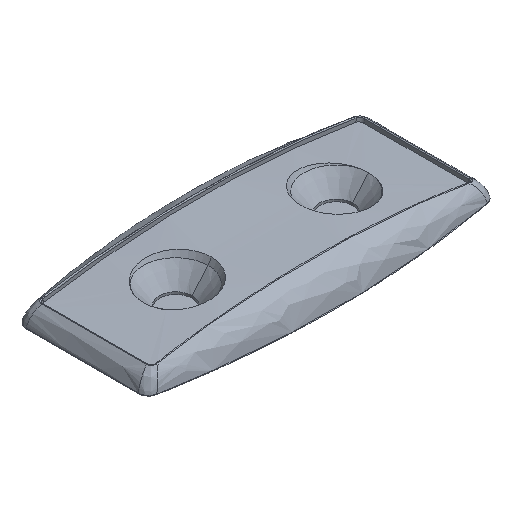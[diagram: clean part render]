
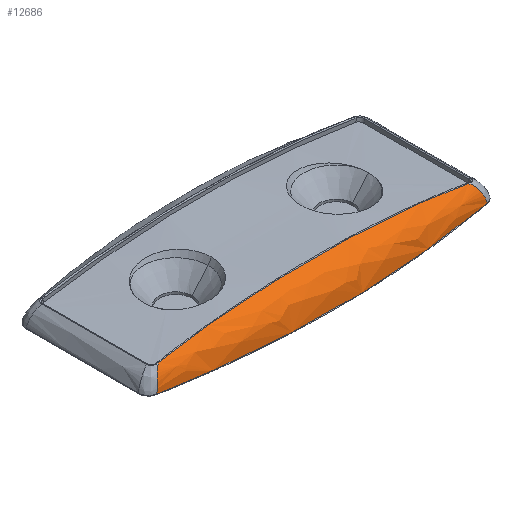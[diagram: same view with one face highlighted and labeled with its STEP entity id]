
A CAD part, isometric view. The second image highlights one B-rep face of the part: STEP entity #12686.
In plain terms, the highlighted free-form (B-spline) face has degree [3, 3] with [5, 6] control points.
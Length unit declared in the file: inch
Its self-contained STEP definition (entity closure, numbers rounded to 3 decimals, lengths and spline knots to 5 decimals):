
#3977=CARTESIAN_POINT('',(1.02879,-0.41205,
0.00569));
#3995=CARTESIAN_POINT('',(1.02879,-0.41205,
0.00569));
#3996=CARTESIAN_POINT('',(1.00568,-0.41632,
0.00568));
#3997=CARTESIAN_POINT('',(0.95733,-0.42495,
0.00566));
#3998=CARTESIAN_POINT('',(0.87938,-0.43782,
0.00564));
#3999=CARTESIAN_POINT('',(0.7929,-0.45084,
0.00562));
#4000=CARTESIAN_POINT('',(0.69604,-0.46383,
0.00561));
#4001=CARTESIAN_POINT('',(0.58636,-0.47654,
0.00559));
#4002=CARTESIAN_POINT('',(0.46261,-0.48825,
0.00558));
#4003=CARTESIAN_POINT('',(0.3285,-0.49788,
0.00557));
#4004=CARTESIAN_POINT('',(0.17476,-0.50499,
0.00557));
#4005=CARTESIAN_POINT('',(0.00554,-0.50783,
0.00556));
#4006=CARTESIAN_POINT('',(-0.16718,-0.50528,
0.00557));
#4007=CARTESIAN_POINT('',(-0.32574,-0.49807,
0.00557));
#4008=CARTESIAN_POINT('',(-0.46256,-0.48826,
0.00558));
#4009=CARTESIAN_POINT('',(-0.58666,-0.4765,
0.00559));
#4010=CARTESIAN_POINT('',(-0.69634,-0.4638,
0.00561));
#4011=CARTESIAN_POINT('',(-0.79317,-0.4508,
0.00562));
#4012=CARTESIAN_POINT('',(-0.87956,-0.43779,
0.00564));
#4013=CARTESIAN_POINT('',(-0.95739,-0.42494,
0.00566));
#4014=CARTESIAN_POINT('',(-1.0057,-0.41631,
0.00568));
#4015=CARTESIAN_POINT('',(-1.02879,-0.41205,
0.00569));
#4017=CARTESIAN_POINT('',(-1.02879,-0.41205,
0.00569));
#4018=CARTESIAN_POINT('',(-1.0273,-0.4111,
0.01435));
#4019=CARTESIAN_POINT('',(-1.02348,-0.40806,
0.03106));
#4020=CARTESIAN_POINT('',(-1.01504,-0.39972,
0.05541));
#4021=CARTESIAN_POINT('',(-1.00549,-0.39009,
0.07447));
#4022=CARTESIAN_POINT('',(-0.99551,-0.38047,
0.08947));
#4023=CARTESIAN_POINT('',(-0.98533,-0.37144,
0.10119));
#4024=CARTESIAN_POINT('',(-0.97518,-0.36362,
0.11015));
#4025=CARTESIAN_POINT('',(-0.96851,-0.3596,
0.11451));
#4026=CARTESIAN_POINT('',(-0.96522,-0.35794,
0.11635));
#4028=CARTESIAN_POINT('',(-0.96522,-0.35794,
0.11635));
#4029=CARTESIAN_POINT('',(-0.94375,-0.35786,
0.12042));
#4030=CARTESIAN_POINT('',(-0.90241,-0.35772,
0.12777));
#4031=CARTESIAN_POINT('',(-0.84741,-0.35757,
0.13663));
#4032=CARTESIAN_POINT('',(-0.79323,-0.35744,
0.14463));
#4033=CARTESIAN_POINT('',(-0.73717,-0.35732,
0.1522));
#4034=CARTESIAN_POINT('',(-0.67679,-0.35721,
0.15961));
#4035=CARTESIAN_POINT('',(-0.60963,-0.35711,
0.16701));
#4036=CARTESIAN_POINT('',(-0.5355,-0.35702,
0.17418));
#4037=CARTESIAN_POINT('',(-0.45446,-0.35693,
0.18089));
#4038=CARTESIAN_POINT('',(-0.36609,-0.35686,
0.18691));
#4039=CARTESIAN_POINT('',(-0.26985,-0.35681,
0.19196));
#4040=CARTESIAN_POINT('',(-0.16377,-0.35676,
0.19576));
#4041=CARTESIAN_POINT('',(-0.0469,-0.35674,
0.19785));
#4042=CARTESIAN_POINT('',(0.0839,-0.35675,
0.1975));
#4043=CARTESIAN_POINT('',(0.21063,-0.35678,
0.19439));
#4044=CARTESIAN_POINT('',(0.3228,-0.35683,
0.18942));
#4045=CARTESIAN_POINT('',(0.4229,-0.35691,
0.18323));
#4046=CARTESIAN_POINT('',(0.51174,-0.35699,
0.17629));
#4047=CARTESIAN_POINT('',(0.59227,-0.35709,
0.1688));
#4048=CARTESIAN_POINT('',(0.66436,-0.35719,
0.16106));
#4049=CARTESIAN_POINT('',(0.7284,-0.35731,
0.15333));
#4050=CARTESIAN_POINT('',(0.7871,-0.35743,
0.1455));
#4051=CARTESIAN_POINT('',(0.84344,-0.35756,
0.13725));
#4052=CARTESIAN_POINT('',(0.90037,-0.35772,
0.12812));
#4053=CARTESIAN_POINT('',(0.94307,-0.35786,
0.12055));
#4054=CARTESIAN_POINT('',(0.96522,-0.35794,
0.11635));
#4056=CARTESIAN_POINT('',(0.96522,-0.35794,
0.11635));
#4057=CARTESIAN_POINT('',(0.9685,-0.3596,
0.11451));
#4058=CARTESIAN_POINT('',(0.97515,-0.3636,
0.11017));
#4059=CARTESIAN_POINT('',(0.98521,-0.37135,
0.10131));
#4060=CARTESIAN_POINT('',(0.99539,-0.38035,
0.08962));
#4061=CARTESIAN_POINT('',(1.00524,-0.38984,
0.0749));
#4062=CARTESIAN_POINT('',(1.01488,-0.39956,
0.05579));
#4063=CARTESIAN_POINT('',(1.02335,-0.40794,
0.03154));
#4064=CARTESIAN_POINT('',(1.02726,-0.41108,
0.01455));
#4065=CARTESIAN_POINT('',(1.02879,-0.41205,
0.00569));
#4097=CARTESIAN_POINT('',(-0.96522,-0.35794,
0.11635));
#6245=VERTEX_POINT('',#4097);
#6247=VERTEX_POINT('',#4054);
#6269=VERTEX_POINT('',#3977);
#6271=VERTEX_POINT('',#4015);
#12647=CARTESIAN_POINT('',(1.0491,-0.40895,
0.0002));
#12648=CARTESIAN_POINT('',(1.0491,-0.40718,
0.01673));
#12649=CARTESIAN_POINT('',(1.0491,-0.3983,
0.0493));
#12650=CARTESIAN_POINT('',(1.0491,-0.37024,
0.0911));
#12651=CARTESIAN_POINT('',(1.0491,-0.3438,
0.11151));
#12652=CARTESIAN_POINT('',(1.0491,-0.32948,
0.11934));
#12653=CARTESIAN_POINT('',(0.6994,-0.47463,
0.0003));
#12654=CARTESIAN_POINT('',(0.6994,-0.47224,
0.0256));
#12655=CARTESIAN_POINT('',(0.6994,-0.45807,
0.07542));
#12656=CARTESIAN_POINT('',(0.6994,-0.41125,
0.13692));
#12657=CARTESIAN_POINT('',(0.6994,-0.36758,
0.16369));
#12658=CARTESIAN_POINT('',(0.6994,-0.34437,
0.1727));
#12659=CARTESIAN_POINT('',(-0.00001,-0.54031,
0.00041));
#12660=CARTESIAN_POINT('',(-0.00001,-0.5373,
0.03447));
#12661=CARTESIAN_POINT('',(-0.00001,-0.51783,
0.10155));
#12662=CARTESIAN_POINT('',(-0.00001,-0.45227,
0.18274));
#12663=CARTESIAN_POINT('',(-0.00001,-0.39137,
0.21587));
#12664=CARTESIAN_POINT('',(-0.00001,-0.35926,
0.22606));
#12665=CARTESIAN_POINT('',(-0.69941,-0.47463,
0.0003));
#12666=CARTESIAN_POINT('',(-0.69941,-0.47224,
0.0256));
#12667=CARTESIAN_POINT('',(-0.69941,-0.45807,
0.07542));
#12668=CARTESIAN_POINT('',(-0.69941,-0.41125,
0.13692));
#12669=CARTESIAN_POINT('',(-0.69941,-0.36758,
0.16369));
#12670=CARTESIAN_POINT('',(-0.69941,-0.34437,
0.1727));
#12671=CARTESIAN_POINT('',(-1.04912,-0.40895,
0.0002));
#12672=CARTESIAN_POINT('',(-1.04912,-0.40718,
0.01673));
#12673=CARTESIAN_POINT('',(-1.04912,-0.3983,
0.0493));
#12674=CARTESIAN_POINT('',(-1.04912,-0.37024,
0.0911));
#12675=CARTESIAN_POINT('',(-1.04912,-0.34379,
0.11151));
#12676=CARTESIAN_POINT('',(-1.04912,-0.32948,
0.11934));
#12677=B_SPLINE_SURFACE_WITH_KNOTS('',3,3,((#12647,#12648,#12649,#12650,#12651,
#12652),(#12653,#12654,#12655,#12656,#12657,#12658),(#12659,#12660,#12661,
#12662,#12663,#12664),(#12665,#12666,#12667,#12668,#12669,#12670),(#12671,
#12672,#12673,#12674,#12675,#12676)),.UNSPECIFIED.,.F.,.F.,.F.,(4,1,4),(4,1,1,
4),(0.01565,0.5,0.98436),(0.00133,
0.33333,0.66667,0.99289),.UNSPECIFIED.);
#12678=ORIENTED_EDGE('',*,*,#12245,.T.);
#12680=ORIENTED_EDGE('',*,*,#12679,.T.);
#12682=ORIENTED_EDGE('',*,*,#12681,.T.);
#12683=ORIENTED_EDGE('',*,*,#12637,.T.);
#12684=EDGE_LOOP('',(#12678,#12680,#12682,#12683));
#12685=FACE_OUTER_BOUND('',#12684,.F.);
#12686=ADVANCED_FACE('',(#12685),#12677,.F.);
#4016=B_SPLINE_CURVE_WITH_KNOTS('',3,(#3995,#3996,#3997,#3998,#3999,#4000,#4001,
#4002,#4003,#4004,#4005,#4006,#4007,#4008,#4009,#4010,#4011,#4012,#4013,#4014,
#4015),.UNSPECIFIED.,.F.,.F.,(4,1,1,1,1,1,1,1,1,1,1,1,1,1,1,1,1,1,4),(0.,
0.05556,0.11111,0.16667,0.22222,
0.27778,0.33333,0.38889,0.44444,0.5,
0.55556,0.61111,0.66667,0.72222,
0.77778,0.83333,0.88889,0.94444,1.),
.UNSPECIFIED.);
#4027=B_SPLINE_CURVE_WITH_KNOTS('',3,(#4017,#4018,#4019,#4020,#4021,#4022,#4023,
#4024,#4025,#4026),.UNSPECIFIED.,.F.,.F.,(4,1,1,1,1,1,1,4),(0.,
0.14286,0.28571,0.42857,0.57143,
0.71429,0.85714,1.),.UNSPECIFIED.);
#4055=B_SPLINE_CURVE_WITH_KNOTS('',3,(#4028,#4029,#4030,#4031,#4032,#4033,#4034,
#4035,#4036,#4037,#4038,#4039,#4040,#4041,#4042,#4043,#4044,#4045,#4046,#4047,
#4048,#4049,#4050,#4051,#4052,#4053,#4054),.UNSPECIFIED.,.F.,.F.,(4,1,1,1,1,1,1,
1,1,1,1,1,1,1,1,1,1,1,1,1,1,1,1,1,4),(0.,0.04167,0.08333,
0.125,0.16667,0.20833,0.25,0.29167,
0.33333,0.375,0.41667,0.45833,0.5,
0.54167,0.58333,0.625,0.66667,0.70833,
0.75,0.79167,0.83333,0.875,0.91667,
0.95833,1.),.UNSPECIFIED.);
#4066=B_SPLINE_CURVE_WITH_KNOTS('',3,(#4056,#4057,#4058,#4059,#4060,#4061,#4062,
#4063,#4064,#4065),.UNSPECIFIED.,.F.,.F.,(4,1,1,1,1,1,1,4),(0.,
0.14286,0.28571,0.42857,0.57143,
0.71429,0.85714,1.),.UNSPECIFIED.);
#12245=EDGE_CURVE('',#6269,#6271,#4016,.T.);
#12637=EDGE_CURVE('',#6247,#6269,#4066,.T.);
#12679=EDGE_CURVE('',#6271,#6245,#4027,.T.);
#12681=EDGE_CURVE('',#6245,#6247,#4055,.T.);
